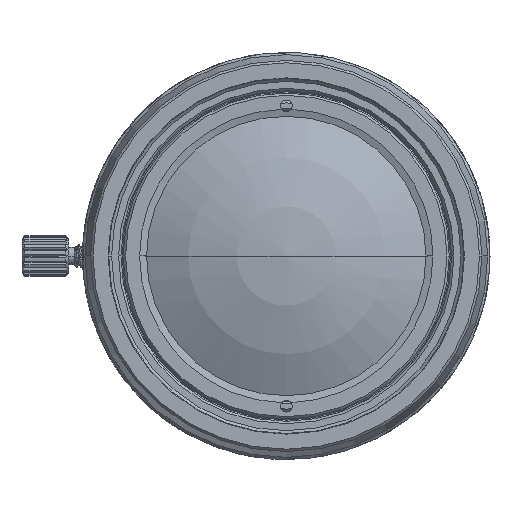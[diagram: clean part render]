
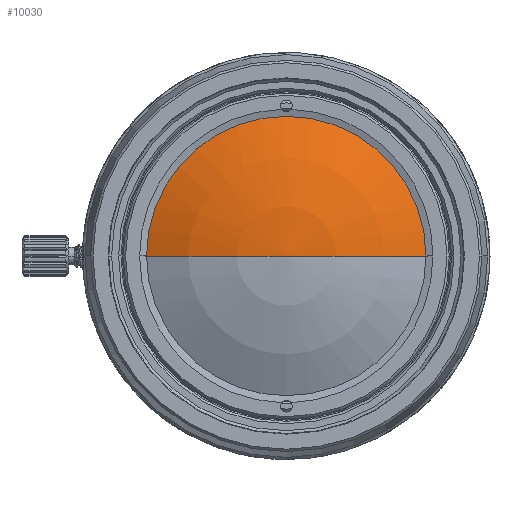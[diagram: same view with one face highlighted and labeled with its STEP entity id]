
A CAD part, left-side view. The second image highlights one B-rep face of the part: STEP entity #10030.
In plain terms, the highlighted spherical face has radius 27.08 mm.
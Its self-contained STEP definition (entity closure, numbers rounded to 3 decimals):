
#10030 = ADVANCED_FACE('',(#10031),#10060,.T.);
#10031 = FACE_BOUND('',#10032,.T.);
#10032 = EDGE_LOOP('',(#10033,#10044,#10053));
#10033 = ORIENTED_EDGE('',*,*,#10034,.F.);
#10034 = EDGE_CURVE('',#10035,#10037,#10039,.T.);
#10035 = VERTEX_POINT('',#10036);
#10036 = CARTESIAN_POINT('',(0.,0.,0.));
#10037 = VERTEX_POINT('',#10038);
#10038 = CARTESIAN_POINT('',(3.006,12.4,0.));
#10039 = CIRCLE('',#10040,27.08);
#10040 = AXIS2_PLACEMENT_3D('',#10041,#10042,#10043);
#10041 = CARTESIAN_POINT('',(27.08,0.,0.));
#10042 = DIRECTION('',(0.,0.,-1.));
#10043 = DIRECTION('',(-1.,0.,0.));
#10044 = ORIENTED_EDGE('',*,*,#10045,.T.);
#10045 = EDGE_CURVE('',#10035,#10046,#10048,.T.);
#10046 = VERTEX_POINT('',#10047);
#10047 = CARTESIAN_POINT('',(3.006,-12.4,0.));
#10048 = CIRCLE('',#10049,27.08);
#10049 = AXIS2_PLACEMENT_3D('',#10050,#10051,#10052);
#10050 = CARTESIAN_POINT('',(27.08,0.,0.));
#10051 = DIRECTION('',(0.,0.,1.));
#10052 = DIRECTION('',(-1.,0.,0.));
#10053 = ORIENTED_EDGE('',*,*,#10054,.F.);
#10054 = EDGE_CURVE('',#10037,#10046,#10055,.T.);
#10055 = CIRCLE('',#10056,12.4);
#10056 = AXIS2_PLACEMENT_3D('',#10057,#10058,#10059);
#10057 = CARTESIAN_POINT('',(3.006,0.,0.));
#10058 = DIRECTION('',(1.,0.,0.));
#10059 = DIRECTION('',(-0.,1.,0.));
#10060 = SPHERICAL_SURFACE('',#10061,27.08);
#10061 = AXIS2_PLACEMENT_3D('',#10062,#10063,#10064);
#10062 = CARTESIAN_POINT('',(27.08,0.,0.));
#10063 = DIRECTION('',(1.,0.,0.));
#10064 = DIRECTION('',(0.,-1.,0.));
